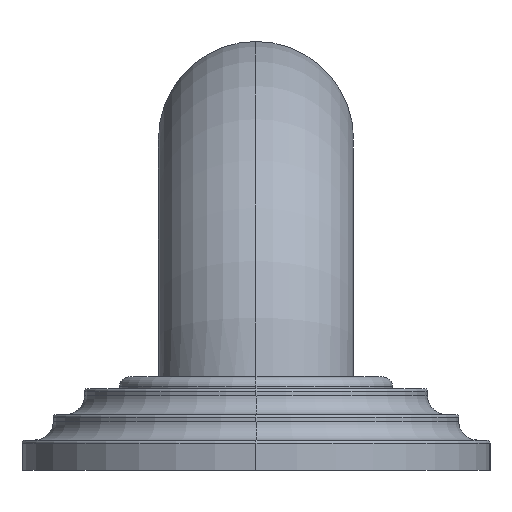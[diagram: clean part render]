
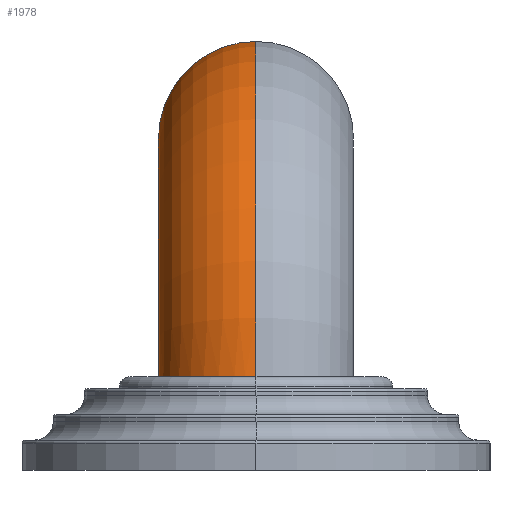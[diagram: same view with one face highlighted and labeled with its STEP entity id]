
A CAD part, left-side view. The second image highlights one B-rep face of the part: STEP entity #1978.
In plain terms, the highlighted toroidal (fillet/blend) face has major radius 41.275 mm and minor radius 15.875 mm.
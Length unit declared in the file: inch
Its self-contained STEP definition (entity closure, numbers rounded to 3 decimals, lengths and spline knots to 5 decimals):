
#479=CARTESIAN_POINT('',(-19.375,0.,0.5));
#480=DIRECTION('',(0.,1.,0.));
#481=DIRECTION('',(-0.995,0.,0.1));
#482=AXIS2_PLACEMENT_3D('',#479,#480,#481);
#484=CARTESIAN_POINT('',(-19.375,0.,2.125));
#485=DIRECTION('',(1.,0.,0.));
#486=DIRECTION('',(0.,0.,-1.));
#487=AXIS2_PLACEMENT_3D('',#484,#485,#486);
#489=CARTESIAN_POINT('',(-19.375,0.,2.125));
#490=DIRECTION('',(1.,0.,0.));
#491=DIRECTION('',(0.,1.,0.));
#492=AXIS2_PLACEMENT_3D('',#489,#490,#491);
#494=CARTESIAN_POINT('',(-20.36999,0.,0.6));
#495=CARTESIAN_POINT('',(-20.36999,0.01519,0.6));
#496=CARTESIAN_POINT('',(-20.3711,0.04548,0.6));
#497=CARTESIAN_POINT('',(-20.37609,0.09079,0.6));
#498=CARTESIAN_POINT('',(-20.38437,0.13556,0.6));
#499=CARTESIAN_POINT('',(-20.39593,0.17969,0.6));
#500=CARTESIAN_POINT('',(-20.41066,0.22282,0.6));
#501=CARTESIAN_POINT('',(-20.42855,0.26487,0.6));
#502=CARTESIAN_POINT('',(-20.44944,0.30543,0.6));
#503=CARTESIAN_POINT('',(-20.4733,0.34449,0.6));
#504=CARTESIAN_POINT('',(-20.49991,0.38164,0.6));
#505=CARTESIAN_POINT('',(-20.52925,0.41685,0.6));
#506=CARTESIAN_POINT('',(-20.56103,0.44978,0.6));
#507=CARTESIAN_POINT('',(-20.5952,0.48037,0.6));
#508=CARTESIAN_POINT('',(-20.63148,0.50836,0.6));
#509=CARTESIAN_POINT('',(-20.66974,0.53365,0.6));
#510=CARTESIAN_POINT('',(-20.70975,0.55609,0.6));
#511=CARTESIAN_POINT('',(-20.75127,0.57554,0.6));
#512=CARTESIAN_POINT('',(-20.79415,0.59193,0.6));
#513=CARTESIAN_POINT('',(-20.83804,0.60513,0.6));
#514=CARTESIAN_POINT('',(-20.88285,0.61511,0.6));
#515=CARTESIAN_POINT('',(-20.92816,0.62178,0.6));
#516=CARTESIAN_POINT('',(-20.97394,0.62514,0.6));
#517=CARTESIAN_POINT('',(-21.01972,0.62514,0.6));
#518=CARTESIAN_POINT('',(-21.06547,0.6218,0.6));
#519=CARTESIAN_POINT('',(-21.11075,0.61515,0.6));
#520=CARTESIAN_POINT('',(-21.1555,0.6052,0.6));
#521=CARTESIAN_POINT('',(-21.19931,0.59203,0.6));
#522=CARTESIAN_POINT('',(-21.2421,0.57568,0.6));
#523=CARTESIAN_POINT('',(-21.28353,0.55627,0.6));
#524=CARTESIAN_POINT('',(-21.32344,0.53389,0.6));
#525=CARTESIAN_POINT('',(-21.36161,0.50866,0.6));
#526=CARTESIAN_POINT('',(-21.3978,0.48073,0.6));
#527=CARTESIAN_POINT('',(-21.43189,0.45021,0.6));
#528=CARTESIAN_POINT('',(-21.4636,0.41734,0.6));
#529=CARTESIAN_POINT('',(-21.49288,0.38218,0.6));
#530=CARTESIAN_POINT('',(-21.51945,0.34506,0.6));
#531=CARTESIAN_POINT('',(-21.54329,0.30602,0.6));
#532=CARTESIAN_POINT('',(-21.56417,0.26544,0.6));
#533=CARTESIAN_POINT('',(-21.58206,0.22335,0.6));
#534=CARTESIAN_POINT('',(-21.5968,0.18016,0.6));
#535=CARTESIAN_POINT('',(-21.60837,0.13593,0.6));
#536=CARTESIAN_POINT('',(-21.61666,0.09105,0.6));
#537=CARTESIAN_POINT('',(-21.62167,0.04561,0.6));
#538=CARTESIAN_POINT('',(-21.62278,0.01524,0.6));
#539=CARTESIAN_POINT('',(-21.62278,0.,0.6));
#820=CARTESIAN_POINT('',(-19.375,0.,0.5));
#821=DIRECTION('',(0.,1.,0.));
#822=DIRECTION('',(-0.999,0.,0.044));
#823=AXIS2_PLACEMENT_3D('',#820,#821,#822);
#1470=CARTESIAN_POINT('',(-19.375,0.,1.5));
#1471=CARTESIAN_POINT('',(-19.375,0.625,2.125));
#1472=VERTEX_POINT('',#1470);
#1473=VERTEX_POINT('',#1471);
#1474=CARTESIAN_POINT('',(-19.375,0.,2.75));
#1476=VERTEX_POINT('',#1474);
#1488=VERTEX_POINT('',#494);
#1489=VERTEX_POINT('',#539);
#1963=CARTESIAN_POINT('',(-19.375,0.,0.5));
#1964=DIRECTION('',(0.,1.,0.));
#1965=DIRECTION('',(1.,0.,0.));
#1966=AXIS2_PLACEMENT_3D('',#1963,#1964,#1965);
#1967=TOROIDAL_SURFACE('',#1966,1.625,0.625);
#1969=ORIENTED_EDGE('',*,*,#1968,.F.);
#1971=ORIENTED_EDGE('',*,*,#1970,.T.);
#1972=ORIENTED_EDGE('',*,*,#1955,.T.);
#1973=ORIENTED_EDGE('',*,*,#1953,.T.);
#1975=ORIENTED_EDGE('',*,*,#1974,.F.);
#1976=EDGE_LOOP('',(#1969,#1971,#1972,#1973,#1975));
#1977=FACE_OUTER_BOUND('',#1976,.F.);
#1978=ADVANCED_FACE('',(#1977),#1967,.T.);
#483=CIRCLE('',#482,1.);
#488=CIRCLE('',#487,0.625);
#493=CIRCLE('',#492,0.625);
#540=B_SPLINE_CURVE_WITH_KNOTS('',3,(#494,#495,#496,#497,#498,#499,#500,#501,
#502,#503,#504,#505,#506,#507,#508,#509,#510,#511,#512,#513,#514,#515,#516,#517,
#518,#519,#520,#521,#522,#523,#524,#525,#526,#527,#528,#529,#530,#531,#532,#533,
#534,#535,#536,#537,#538,#539),.UNSPECIFIED.,.F.,.F.,(4,1,1,1,1,1,1,1,1,1,1,1,1,
1,1,1,1,1,1,1,1,1,1,1,1,1,1,1,1,1,1,1,1,1,1,1,1,1,1,1,1,1,1,4),(0.,
0.02326,0.04651,0.06977,0.09302,
0.11628,0.13953,0.16279,0.18605,
0.2093,0.23256,0.25581,0.27907,
0.30233,0.32558,0.34884,0.37209,
0.39535,0.4186,0.44186,0.46512,
0.48837,0.51163,0.53488,0.55814,
0.5814,0.60465,0.62791,0.65116,
0.67442,0.69767,0.72093,0.74419,
0.76744,0.7907,0.81395,0.83721,
0.86047,0.88372,0.90698,0.93023,
0.95349,0.97674,1.),.UNSPECIFIED.);
#824=CIRCLE('',#823,2.25);
#1953=EDGE_CURVE('',#1473,#1476,#493,.T.);
#1955=EDGE_CURVE('',#1472,#1473,#488,.T.);
#1968=EDGE_CURVE('',#1488,#1489,#540,.T.);
#1970=EDGE_CURVE('',#1488,#1472,#483,.T.);
#1974=EDGE_CURVE('',#1489,#1476,#824,.T.);
